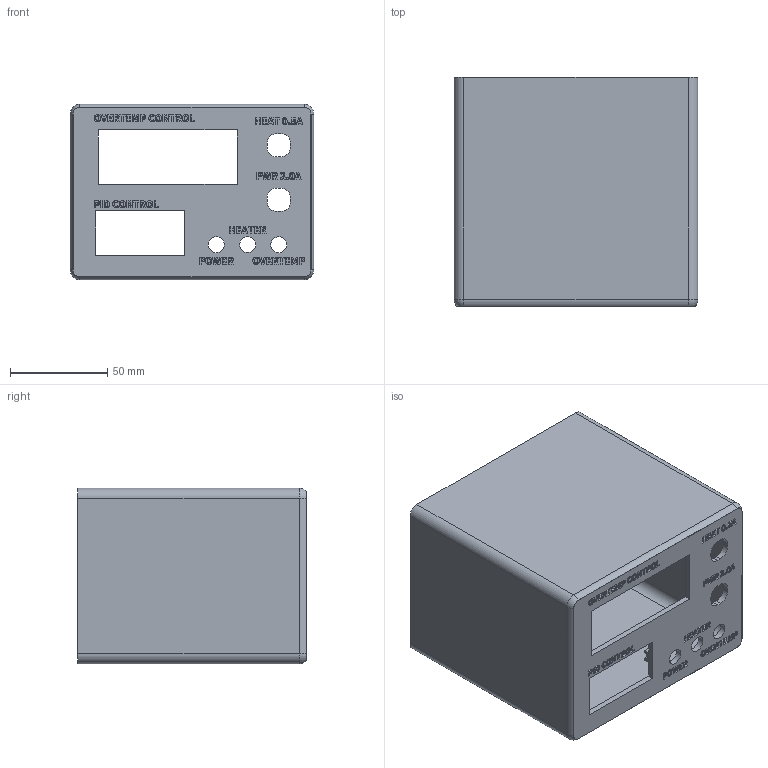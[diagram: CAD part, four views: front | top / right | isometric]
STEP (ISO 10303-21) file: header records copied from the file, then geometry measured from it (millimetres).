
FILE_DESCRIPTION(/* description */ ('STEP AP242','CAx-IF Rec.Pracs.---Representation and Presentation of Product Manufacturing Information (PMI)---4.0---2014-10-13','CAx-IF Rec.Pracs.---3D Tessellated Geometry---0.4---2014-09-14','2;1'),/* implementation_level */ '2;1');
FILE_NAME(/* name */ '678a78b3fb0a3a3e9e5154c5',/* time_stamp */ '2025-01-17T15:35:17Z',/* author */ (''),/* organization */ (''),/* preprocessor_version */ 'ST-DEVELOPER v20',/* originating_system */ 'ONSHAPE BY PTC INC, 1.192',/* authorisation */ ' ');
FILE_SCHEMA (('AP242_MANAGED_MODEL_BASED_3D_ENGINEERING_MIM_LF { 1 0 10303 442 1 1 4 }'));
Length unit declared in the file: metre
Products named in the file (1): Part 1
Bounding box: 125 x 117.3 x 90 mm (x, y, z)
Volume: 213741.4 mm3; surface area: 112486.1 mm2
Topology: 1 solids, 1 shells, 1174 faces, 3229 edges, 2144 vertices
Faces by surface type: plane 645, bspline 280, cylinder 237, cone 8, sphere 4
Full cylindrical faces by diameter (mm): 2.5 x4, 8.2 x3
Entity records: 38254 total; most frequent: CARTESIAN_POINT 9861, ORIENTED_EDGE 6436, DIRECTION 4898, EDGE_CURVE 3218, LINE 2168, VECTOR 2168, VERTEX_POINT 2144, AXIS2_PLACEMENT_3D 1365
